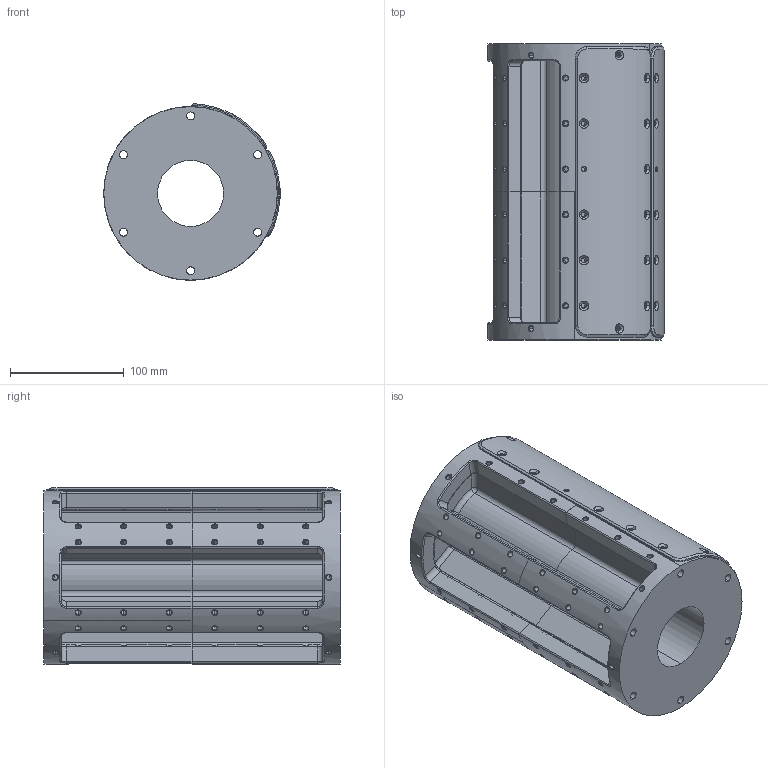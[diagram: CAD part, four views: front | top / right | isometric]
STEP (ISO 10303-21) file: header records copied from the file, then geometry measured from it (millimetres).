
FILE_DESCRIPTION (( 'STEP AP214' ), '1' );
FILE_NAME ('Payload Assembly.STEP', '2021-01-26T23:22:17', ( 'Big C' ), ( 'Dis-' ), 'SwSTEP 2.0', 'SolidWorks 2007', '' );
FILE_SCHEMA (( 'AUTOMOTIVE_DESIGN' ));
Length unit declared in the file: millimetre
Products named in the file (3): Payload Section; Payload Assembly; Payload Plate
Assembly tree (4 placements, depth 2):
  Payload Assembly
    Payload Plate  x2
    Payload Section  x2
Bounding box: 154.9 x 260 x 154.85 mm (x, y, z)
Volume: 1035010.3 mm3; surface area: 490470.3 mm2
Topology: 4 solids, 4 shells, 1624 faces, 4416 edges, 2752 vertices
Faces by surface type: plane 676, cylinder 568, bspline 304, torus 48, sphere 24, cone 4
Entity records: 36688 total; most frequent: CARTESIAN_POINT 18237, ORIENTED_EDGE 4368, DIRECTION 3088, EDGE_CURVE 2184, VERTEX_POINT 1376, AXIS2_PLACEMENT_3D 1053, VECTOR 982, LINE 982
